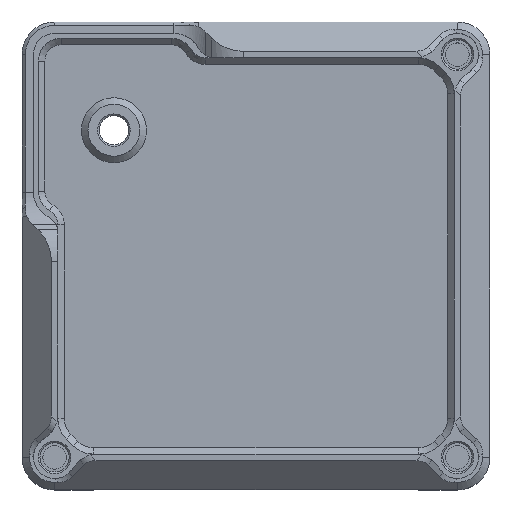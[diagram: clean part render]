
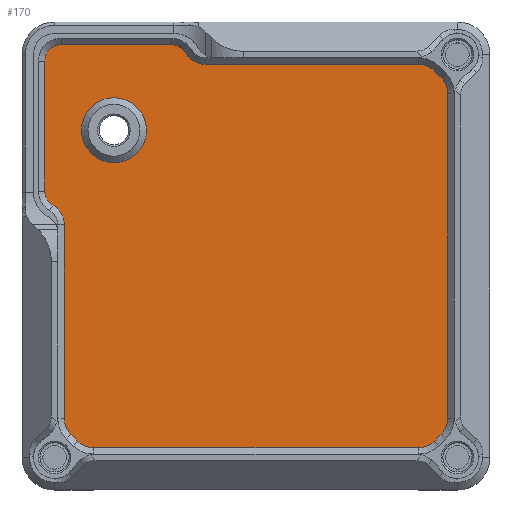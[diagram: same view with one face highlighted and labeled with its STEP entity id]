
A CAD part, top view. The second image highlights one B-rep face of the part: STEP entity #170.
In plain terms, the highlighted planar face has unit normal (0, 0, 1).
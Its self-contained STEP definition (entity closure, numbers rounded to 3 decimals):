
#125 = VERTEX_POINT('',#126);
#126 = CARTESIAN_POINT('',(-16.86,19.36,2.));
#132 = EDGE_CURVE('',#125,#125,#133,.T.);
#133 = CIRCLE('',#134,5.);
#134 = AXIS2_PLACEMENT_3D('',#135,#136,#137);
#135 = CARTESIAN_POINT('',(-21.86,19.36,2.));
#136 = DIRECTION('',(0.,0.,-1.));
#137 = DIRECTION('',(1.,0.,0.));
#170 = ADVANCED_FACE('',(#171,#174),#347,.F.);
#171 = FACE_BOUND('',#172,.F.);
#172 = EDGE_LOOP('',(#173));
#173 = ORIENTED_EDGE('',*,*,#132,.F.);
#174 = FACE_BOUND('',#175,.F.);
#175 = EDGE_LOOP('',(#176,#186,#195,#203,#212,#221,#229,#238,#246,#255,
    #263,#272,#280,#289,#297,#306,#314,#323,#331,#340));
#176 = ORIENTED_EDGE('',*,*,#177,.T.);
#177 = EDGE_CURVE('',#178,#180,#182,.T.);
#178 = VERTEX_POINT('',#179);
#179 = CARTESIAN_POINT('',(-32.5,10.,2.));
#180 = VERTEX_POINT('',#181);
#181 = CARTESIAN_POINT('',(-32.5,30.,2.));
#182 = LINE('',#183,#184);
#183 = CARTESIAN_POINT('',(-32.5,10.,2.));
#184 = VECTOR('',#185,1.);
#185 = DIRECTION('',(0.,1.,0.));
#186 = ORIENTED_EDGE('',*,*,#187,.T.);
#187 = EDGE_CURVE('',#180,#188,#190,.T.);
#188 = VERTEX_POINT('',#189);
#189 = CARTESIAN_POINT('',(-30.,32.5,2.));
#190 = CIRCLE('',#191,2.5);
#191 = AXIS2_PLACEMENT_3D('',#192,#193,#194);
#192 = CARTESIAN_POINT('',(-30.,30.,2.));
#193 = DIRECTION('',(0.,0.,-1.));
#194 = DIRECTION('',(-1.,0.,0.));
#195 = ORIENTED_EDGE('',*,*,#196,.T.);
#196 = EDGE_CURVE('',#188,#197,#199,.T.);
#197 = VERTEX_POINT('',#198);
#198 = CARTESIAN_POINT('',(-13.,32.5,2.));
#199 = LINE('',#200,#201);
#200 = CARTESIAN_POINT('',(-30.,32.5,2.));
#201 = VECTOR('',#202,1.);
#202 = DIRECTION('',(1.,0.,0.));
#203 = ORIENTED_EDGE('',*,*,#204,.T.);
#204 = EDGE_CURVE('',#197,#205,#207,.T.);
#205 = VERTEX_POINT('',#206);
#206 = CARTESIAN_POINT('',(-10.835,31.25,2.));
#207 = CIRCLE('',#208,2.5);
#208 = AXIS2_PLACEMENT_3D('',#209,#210,#211);
#209 = CARTESIAN_POINT('',(-13.,30.,2.));
#210 = DIRECTION('',(0.,0.,-1.));
#211 = DIRECTION('',(0.,1.,0.));
#212 = ORIENTED_EDGE('',*,*,#213,.T.);
#213 = EDGE_CURVE('',#205,#214,#216,.T.);
#214 = VERTEX_POINT('',#215);
#215 = CARTESIAN_POINT('',(-7.804,29.5,2.));
#216 = CIRCLE('',#217,3.5);
#217 = AXIS2_PLACEMENT_3D('',#218,#219,#220);
#218 = CARTESIAN_POINT('',(-7.804,33.,2.));
#219 = DIRECTION('',(-0.,0.,1.));
#220 = DIRECTION('',(-0.866,-0.5,-0.));
#221 = ORIENTED_EDGE('',*,*,#222,.T.);
#222 = EDGE_CURVE('',#214,#223,#225,.T.);
#223 = VERTEX_POINT('',#224);
#224 = CARTESIAN_POINT('',(25.,29.5,2.));
#225 = LINE('',#226,#227);
#226 = CARTESIAN_POINT('',(-7.804,29.5,2.));
#227 = VECTOR('',#228,1.);
#228 = DIRECTION('',(1.,0.,0.));
#229 = ORIENTED_EDGE('',*,*,#230,.T.);
#230 = EDGE_CURVE('',#223,#231,#233,.T.);
#231 = VERTEX_POINT('',#232);
#232 = CARTESIAN_POINT('',(27.475,28.475,2.));
#233 = CIRCLE('',#234,3.5);
#234 = AXIS2_PLACEMENT_3D('',#235,#236,#237);
#235 = CARTESIAN_POINT('',(25.,26.,2.));
#236 = DIRECTION('',(0.,0.,-1.));
#237 = DIRECTION('',(0.,1.,0.));
#238 = ORIENTED_EDGE('',*,*,#239,.T.);
#239 = EDGE_CURVE('',#231,#240,#242,.T.);
#240 = VERTEX_POINT('',#241);
#241 = CARTESIAN_POINT('',(28.475,27.475,2.));
#242 = LINE('',#243,#244);
#243 = CARTESIAN_POINT('',(27.475,28.475,2.));
#244 = VECTOR('',#245,1.);
#245 = DIRECTION('',(0.707,-0.707,0.));
#246 = ORIENTED_EDGE('',*,*,#247,.T.);
#247 = EDGE_CURVE('',#240,#248,#250,.T.);
#248 = VERTEX_POINT('',#249);
#249 = CARTESIAN_POINT('',(29.5,25.,2.));
#250 = CIRCLE('',#251,3.5);
#251 = AXIS2_PLACEMENT_3D('',#252,#253,#254);
#252 = CARTESIAN_POINT('',(26.,25.,2.));
#253 = DIRECTION('',(0.,0.,-1.));
#254 = DIRECTION('',(0.707,0.707,0.));
#255 = ORIENTED_EDGE('',*,*,#256,.T.);
#256 = EDGE_CURVE('',#248,#257,#259,.T.);
#257 = VERTEX_POINT('',#258);
#258 = CARTESIAN_POINT('',(29.5,-25.,2.));
#259 = LINE('',#260,#261);
#260 = CARTESIAN_POINT('',(29.5,25.,2.));
#261 = VECTOR('',#262,1.);
#262 = DIRECTION('',(0.,-1.,0.));
#263 = ORIENTED_EDGE('',*,*,#264,.T.);
#264 = EDGE_CURVE('',#257,#265,#267,.T.);
#265 = VERTEX_POINT('',#266);
#266 = CARTESIAN_POINT('',(28.475,-27.475,2.));
#267 = CIRCLE('',#268,3.5);
#268 = AXIS2_PLACEMENT_3D('',#269,#270,#271);
#269 = CARTESIAN_POINT('',(26.,-25.,2.));
#270 = DIRECTION('',(0.,0.,-1.));
#271 = DIRECTION('',(1.,0.,0.));
#272 = ORIENTED_EDGE('',*,*,#273,.T.);
#273 = EDGE_CURVE('',#265,#274,#276,.T.);
#274 = VERTEX_POINT('',#275);
#275 = CARTESIAN_POINT('',(27.475,-28.475,2.));
#276 = LINE('',#277,#278);
#277 = CARTESIAN_POINT('',(28.475,-27.475,2.));
#278 = VECTOR('',#279,1.);
#279 = DIRECTION('',(-0.707,-0.707,0.));
#280 = ORIENTED_EDGE('',*,*,#281,.T.);
#281 = EDGE_CURVE('',#274,#282,#284,.T.);
#282 = VERTEX_POINT('',#283);
#283 = CARTESIAN_POINT('',(25.,-29.5,2.));
#284 = CIRCLE('',#285,3.5);
#285 = AXIS2_PLACEMENT_3D('',#286,#287,#288);
#286 = CARTESIAN_POINT('',(25.,-26.,2.));
#287 = DIRECTION('',(0.,0.,-1.));
#288 = DIRECTION('',(0.707,-0.707,0.));
#289 = ORIENTED_EDGE('',*,*,#290,.T.);
#290 = EDGE_CURVE('',#282,#291,#293,.T.);
#291 = VERTEX_POINT('',#292);
#292 = CARTESIAN_POINT('',(-25.,-29.5,2.));
#293 = LINE('',#294,#295);
#294 = CARTESIAN_POINT('',(25.,-29.5,2.));
#295 = VECTOR('',#296,1.);
#296 = DIRECTION('',(-1.,0.,0.));
#297 = ORIENTED_EDGE('',*,*,#298,.T.);
#298 = EDGE_CURVE('',#291,#299,#301,.T.);
#299 = VERTEX_POINT('',#300);
#300 = CARTESIAN_POINT('',(-27.475,-28.475,2.));
#301 = CIRCLE('',#302,3.5);
#302 = AXIS2_PLACEMENT_3D('',#303,#304,#305);
#303 = CARTESIAN_POINT('',(-25.,-26.,2.));
#304 = DIRECTION('',(0.,0.,-1.));
#305 = DIRECTION('',(0.,-1.,0.));
#306 = ORIENTED_EDGE('',*,*,#307,.T.);
#307 = EDGE_CURVE('',#299,#308,#310,.T.);
#308 = VERTEX_POINT('',#309);
#309 = CARTESIAN_POINT('',(-28.475,-27.475,2.));
#310 = LINE('',#311,#312);
#311 = CARTESIAN_POINT('',(-27.475,-28.475,2.));
#312 = VECTOR('',#313,1.);
#313 = DIRECTION('',(-0.707,0.707,0.));
#314 = ORIENTED_EDGE('',*,*,#315,.T.);
#315 = EDGE_CURVE('',#308,#316,#318,.T.);
#316 = VERTEX_POINT('',#317);
#317 = CARTESIAN_POINT('',(-29.5,-25.,2.));
#318 = CIRCLE('',#319,3.5);
#319 = AXIS2_PLACEMENT_3D('',#320,#321,#322);
#320 = CARTESIAN_POINT('',(-26.,-25.,2.));
#321 = DIRECTION('',(0.,0.,-1.));
#322 = DIRECTION('',(-0.707,-0.707,-0.));
#323 = ORIENTED_EDGE('',*,*,#324,.T.);
#324 = EDGE_CURVE('',#316,#325,#327,.T.);
#325 = VERTEX_POINT('',#326);
#326 = CARTESIAN_POINT('',(-29.5,4.804,2.));
#327 = LINE('',#328,#329);
#328 = CARTESIAN_POINT('',(-29.5,-25.,2.));
#329 = VECTOR('',#330,1.);
#330 = DIRECTION('',(0.,1.,0.));
#331 = ORIENTED_EDGE('',*,*,#332,.T.);
#332 = EDGE_CURVE('',#325,#333,#335,.T.);
#333 = VERTEX_POINT('',#334);
#334 = CARTESIAN_POINT('',(-31.25,7.835,2.));
#335 = CIRCLE('',#336,3.5);
#336 = AXIS2_PLACEMENT_3D('',#337,#338,#339);
#337 = CARTESIAN_POINT('',(-33.,4.804,2.));
#338 = DIRECTION('',(-0.,0.,1.));
#339 = DIRECTION('',(1.,0.,0.));
#340 = ORIENTED_EDGE('',*,*,#341,.T.);
#341 = EDGE_CURVE('',#333,#178,#342,.T.);
#342 = CIRCLE('',#343,2.5);
#343 = AXIS2_PLACEMENT_3D('',#344,#345,#346);
#344 = CARTESIAN_POINT('',(-30.,10.,2.));
#345 = DIRECTION('',(0.,0.,-1.));
#346 = DIRECTION('',(-0.5,-0.866,-0.));
#347 = PLANE('',#348);
#348 = AXIS2_PLACEMENT_3D('',#349,#350,#351);
#349 = CARTESIAN_POINT('',(-1.386,1.335,2.));
#350 = DIRECTION('',(-0.,-0.,-1.));
#351 = DIRECTION('',(-1.,0.,0.));
